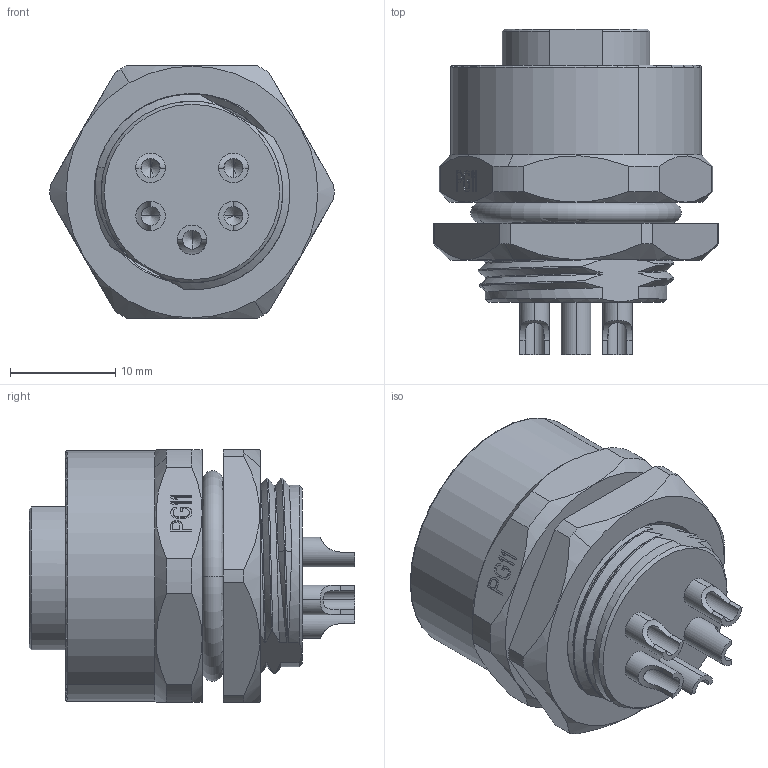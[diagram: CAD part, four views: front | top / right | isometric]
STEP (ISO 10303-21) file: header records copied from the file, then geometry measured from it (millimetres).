
FILE_DESCRIPTION((''),'2;1');
FILE_NAME('7_8-F05-BK-PG11-C','2024-03-21T',('13288'),(''),'PRO/ENGINEER BY PARAMETRIC TECHNOLOGY CORPORATION, 2012480','PRO/ENGINEER BY PARAMETRIC TECHNOLOGY CORPORATION, 2012480','');
FILE_SCHEMA(('CONFIG_CONTROL_DESIGN'));
Length unit declared in the file: millimetre
Products named in the file (1): 7_8-F05-BK-PG11-C
Bounding box: 27 x 30.95 x 24 mm (x, y, z)
Volume: 8288.2 mm3; surface area: 7561.6 mm2
Topology: 1 solids, 4 shells, 666 faces, 1919 edges, 1277 vertices
Faces by surface type: plane 334, cylinder 146, cone 96, torus 50, bspline 37, extrusion 3
Entity records: 27405 total; most frequent: CARTESIAN_POINT 10474, ORIENTED_EDGE 3818, DIRECTION 3179, EDGE_CURVE 1909, VERTEX_POINT 1277, AXIS2_PLACEMENT_3D 1155, VECTOR 869, LINE 866
